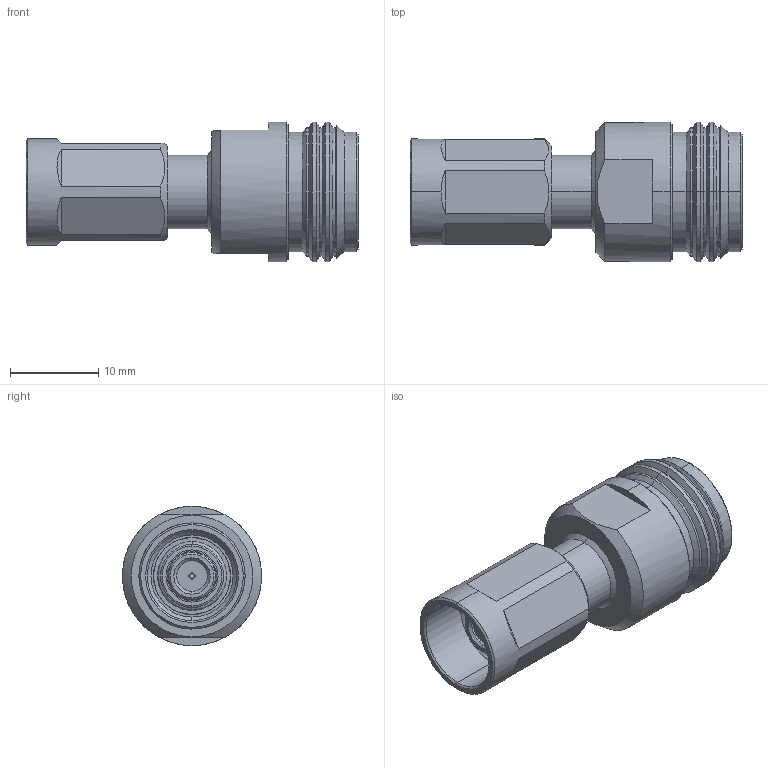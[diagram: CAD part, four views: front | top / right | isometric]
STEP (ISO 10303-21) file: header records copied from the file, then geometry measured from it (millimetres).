
FILE_DESCRIPTION (( 'STEP AP203' ), '1' );
FILE_NAME ('R191.630.007.STEP', '2017-01-09T03:30:32', ( 'Radiall SH' ), ( 'Microsoft' ), 'SwSTEP 2.0', 'SolidWorks 2014', '' );
FILE_SCHEMA (( 'CONFIG_CONTROL_DESIGN' ));
Length unit declared in the file: millimetre
Products named in the file (1): R191.630.007
Bounding box: 37.54 x 15.75 x 15.75 mm (x, y, z)
Volume: 3787.9 mm3; surface area: 2848 mm2
Topology: 1 solids, 1 shells, 188 faces, 436 edges, 269 vertices
Faces by surface type: plane 73, cylinder 51, cone 48, torus 16
Entity records: 5516 total; most frequent: CARTESIAN_POINT 1132, DIRECTION 955, ORIENTED_EDGE 872, EDGE_CURVE 436, AXIS2_PLACEMENT_3D 390, VERTEX_POINT 269, EDGE_LOOP 207, CIRCLE 201
